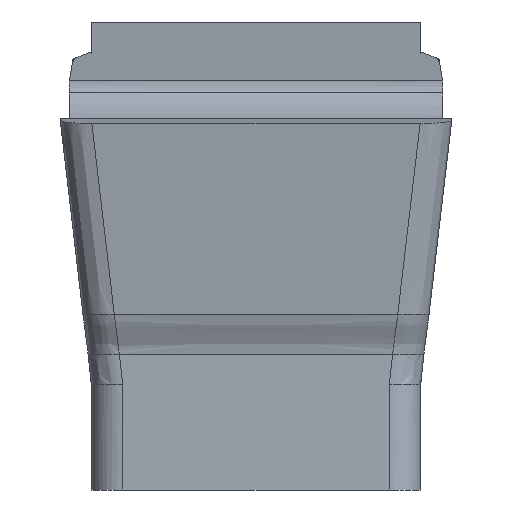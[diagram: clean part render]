
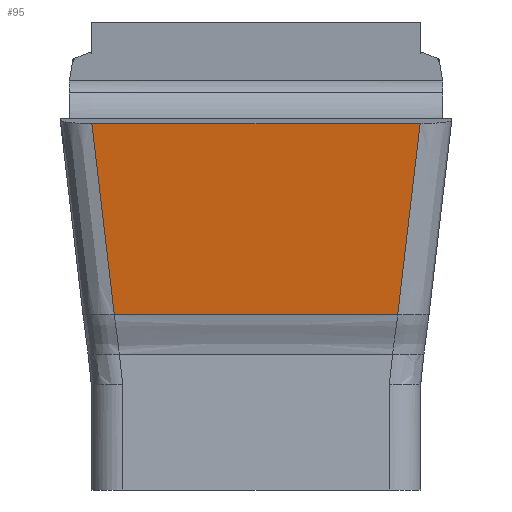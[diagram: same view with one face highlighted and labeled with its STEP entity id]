
A CAD part, front view. The second image highlights one B-rep face of the part: STEP entity #95.
In plain terms, the highlighted planar face has unit normal (0, -0.993, -0.122).
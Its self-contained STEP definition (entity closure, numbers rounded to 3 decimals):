
#95=ADVANCED_FACE('SIDE_FP_AN_SU1',(#173),#141,.T.);
#141=PLANE('',#1065);
#173=FACE_OUTER_BOUND('',#227,.T.);
#227=EDGE_LOOP('',(#393,#394,#395,#396));
#393=ORIENTED_EDGE('',*,*,#752,.T.);
#394=ORIENTED_EDGE('',*,*,#757,.T.);
#395=ORIENTED_EDGE('',*,*,#754,.T.);
#396=ORIENTED_EDGE('',*,*,#758,.F.);
#637=VERTEX_POINT('',#2029);
#638=VERTEX_POINT('',#2034);
#639=VERTEX_POINT('',#2074);
#640=VERTEX_POINT('',#2075);
#752=EDGE_CURVE('',#638,#637,#1008,.T.);
#754=EDGE_CURVE('',#639,#640,#1010,.T.);
#757=EDGE_CURVE('',#637,#639,#845,.T.);
#758=EDGE_CURVE('',#638,#640,#846,.T.);
#845=LINE('',#2127,#913);
#846=LINE('',#2128,#914);
#913=VECTOR('',#1161,1.);
#914=VECTOR('',#1162,1.);
#1008=B_SPLINE_CURVE_WITH_KNOTS('',3,(#2030,#2031,#2032,#2033),
 .UNSPECIFIED.,.F.,.F.,(4,4),(0.,1.),.UNSPECIFIED.);
#1010=B_SPLINE_CURVE_WITH_KNOTS('',3,(#2070,#2071,#2072,#2073),
 .UNSPECIFIED.,.F.,.F.,(4,4),(0.,1.),.UNSPECIFIED.);
#1065=AXIS2_PLACEMENT_3D('',#2129,#1163,#1164);
#1161=DIRECTION('',(-1.,0.,0.));
#1162=DIRECTION('',(-1.,0.,0.));
#1163=DIRECTION('',(0.,-0.993,-0.122));
#1164=DIRECTION('',(-1.,0.,0.));
#2029=CARTESIAN_POINT('',(2.093,-12.555,0.088));
#2030=CARTESIAN_POINT('',(1.807,-12.255,-2.351));
#2031=CARTESIAN_POINT('',(1.902,-12.355,-1.538));
#2032=CARTESIAN_POINT('',(1.997,-12.455,-0.725));
#2033=CARTESIAN_POINT('',(2.093,-12.555,0.088));
#2034=CARTESIAN_POINT('',(1.807,-12.255,-2.351));
#2070=CARTESIAN_POINT('',(-2.093,-12.555,0.088));
#2071=CARTESIAN_POINT('',(-1.997,-12.455,-0.725));
#2072=CARTESIAN_POINT('',(-1.902,-12.355,-1.538));
#2073=CARTESIAN_POINT('',(-1.807,-12.255,-2.351));
#2074=CARTESIAN_POINT('',(-2.093,-12.555,0.088));
#2075=CARTESIAN_POINT('',(-1.807,-12.255,-2.351));
#2127=CARTESIAN_POINT('',(0.,-12.555,0.088));
#2128=CARTESIAN_POINT('',(0.,-12.255,-2.351));
#2129=CARTESIAN_POINT('',(0.,-13.082,4.384));
